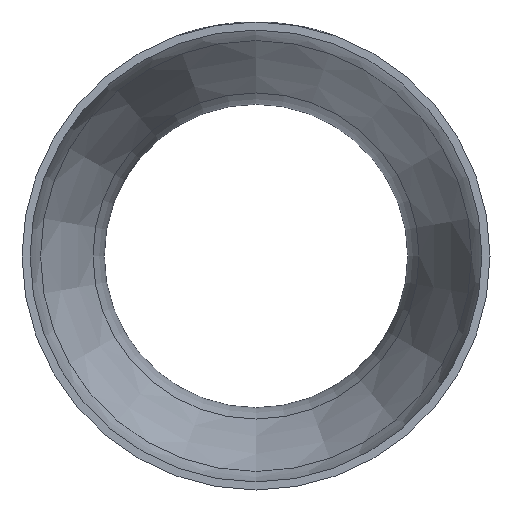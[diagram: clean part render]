
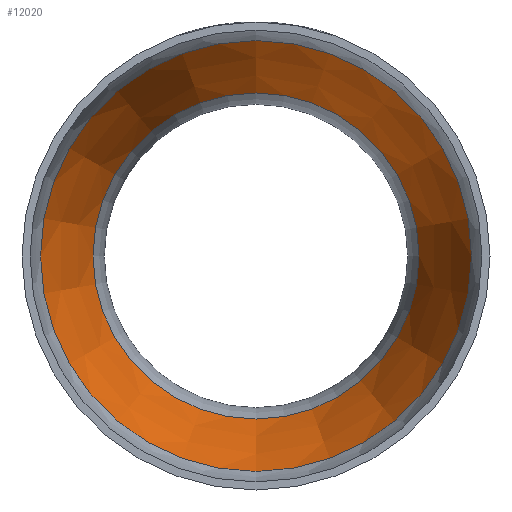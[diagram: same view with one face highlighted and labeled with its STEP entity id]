
A CAD part, front view. The second image highlights one B-rep face of the part: STEP entity #12020.
In plain terms, the highlighted conical face has half-angle 19.299 degrees and reference radius 77.479 mm.
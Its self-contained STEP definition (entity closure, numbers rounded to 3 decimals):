
#851 = VERTEX_POINT ( 'NONE', #2635 ) ;
#1338 = FACE_OUTER_BOUND ( 'NONE', #10390, .T. ) ;
#1387 = EDGE_CURVE ( 'NONE', #2098, #2098, #11478, .T. ) ;
#2098 = VERTEX_POINT ( 'NONE', #7535 ) ;
#2485 = DIRECTION ( 'NONE',  ( 0., -1., 0. ) ) ;
#2635 = CARTESIAN_POINT ( 'NONE',  ( 0., 96.006, -58.63 ) ) ;
#3693 = AXIS2_PLACEMENT_3D ( 'NONE', #12037, #6131, #9241 ) ;
#3949 = DIRECTION ( 'NONE',  ( 0., 0., -1. ) ) ;
#5254 = AXIS2_PLACEMENT_3D ( 'NONE', #6502, #8505, #3949 ) ;
#5311 = CONICAL_SURFACE ( 'NONE', #3693, 77.479, 0.337 ) ;
#6131 = DIRECTION ( 'NONE',  ( 0., -1., 0. ) ) ;
#6502 = CARTESIAN_POINT ( 'NONE',  ( 0., 42.176, 0. ) ) ;
#6537 = AXIS2_PLACEMENT_3D ( 'NONE', #7421, #2485, #11263 ) ;
#7421 = CARTESIAN_POINT ( 'NONE',  ( 0., 96.006, 0. ) ) ;
#7535 = CARTESIAN_POINT ( 'NONE',  ( 0., 42.176, -77.479 ) ) ;
#8498 = EDGE_LOOP ( 'NONE', ( #12374 ) ) ;
#8505 = DIRECTION ( 'NONE',  ( 0., -1., 0. ) ) ;
#8714 = EDGE_CURVE ( 'NONE', #851, #851, #10344, .T. ) ;
#9241 = DIRECTION ( 'NONE',  ( 0., 0., -1. ) ) ;
#10344 = CIRCLE ( 'NONE', #6537, 58.63 ) ;
#10390 = EDGE_LOOP ( 'NONE', ( #12447 ) ) ;
#10870 = FACE_BOUND ( 'NONE', #8498, .T. ) ;
#11263 = DIRECTION ( 'NONE',  ( 0., 0., -1. ) ) ;
#11478 = CIRCLE ( 'NONE', #5254, 77.479 ) ;
#12020 = ADVANCED_FACE ( 'NONE', ( #10870, #1338 ), #5311, .F. ) ;
#12037 = CARTESIAN_POINT ( 'NONE',  ( 0., 42.176, 0. ) ) ;
#12374 = ORIENTED_EDGE ( 'NONE', *, *, #8714, .F. ) ;
#12447 = ORIENTED_EDGE ( 'NONE', *, *, #1387, .T. ) ;
